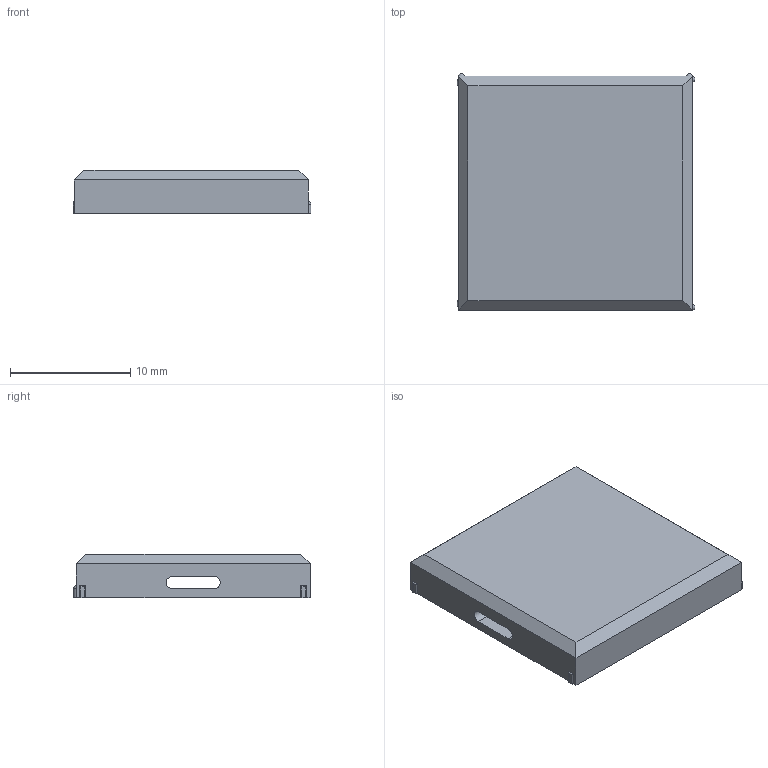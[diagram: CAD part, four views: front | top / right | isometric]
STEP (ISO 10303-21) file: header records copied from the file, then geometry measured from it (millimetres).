
FILE_DESCRIPTION(/* description */ (''),/* implementation_level */ '2;1');
FILE_NAME(/* name */ 'T25F_ipt.stp',/* time_stamp */ '2017-09-08T11:35:40+02:00',/* author */ ('ahoffmann'),/* organization */ (''),/* preprocessor_version */ 'ST-DEVELOPER v16.1',/* originating_system */ 'Autodesk Inventor 2016',/* authorisation */ '');
FILE_SCHEMA (('AUTOMOTIVE_DESIGN { 1 0 10303 214 3 1 1 }'));
Length unit declared in the file: millimetre
Products named in the file (1): T25F_ipt
Bounding box: 19.8 x 19.7 x 3.6 mm (x, y, z)
Volume: 638.5 mm3; surface area: 1176.4 mm2
Topology: 1 solids, 1 shells, 57 faces, 149 edges, 95 vertices
Faces by surface type: plane 29, cylinder 24, bspline 4
Entity records: 1873 total; most frequent: CARTESIAN_POINT 428, ORIENTED_EDGE 298, DIRECTION 293, EDGE_CURVE 149, LINE 105, VECTOR 105, VERTEX_POINT 95, AXIS2_PLACEMENT_3D 94
